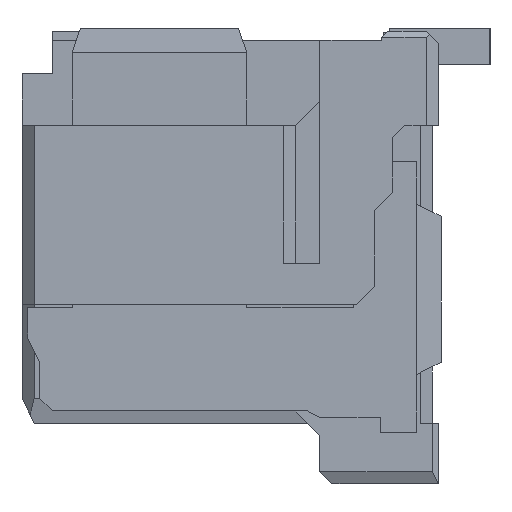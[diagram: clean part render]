
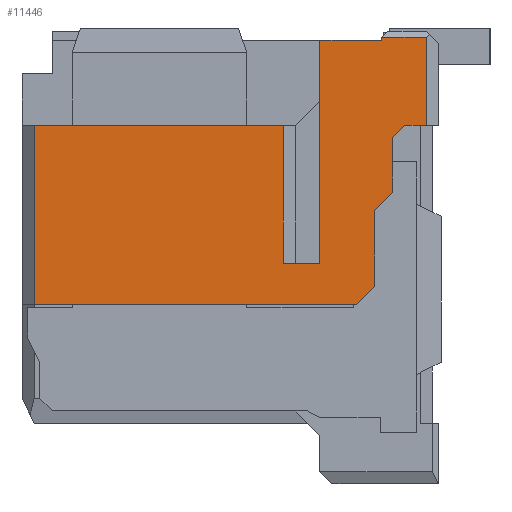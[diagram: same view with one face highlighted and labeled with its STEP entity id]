
A CAD part, left-side view. The second image highlights one B-rep face of the part: STEP entity #11446.
In plain terms, the highlighted planar face has unit normal (-1, 0, 0).
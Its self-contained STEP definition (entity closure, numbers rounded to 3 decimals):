
#1951=DIRECTION('',(0.,0.,-1.));
#1952=VECTOR('',#1951,2.95);
#1953=CARTESIAN_POINT('',(-10.,3.1,4.475));
#1954=LINE('',#1953,#1952);
#1955=DIRECTION('',(0.,-1.,0.));
#1956=VECTOR('',#1955,4.1);
#1957=CARTESIAN_POINT('',(-10.,3.1,4.475));
#1958=LINE('',#1957,#1956);
#1959=DIRECTION('',(0.,0.,1.));
#1960=VECTOR('',#1959,2.27);
#1961=CARTESIAN_POINT('',(-10.,-1.,2.205));
#1962=LINE('',#1961,#1960);
#1963=DIRECTION('',(0.,1.,0.));
#1964=VECTOR('',#1963,0.6);
#1965=CARTESIAN_POINT('',(-10.,-1.6,2.205));
#1966=LINE('',#1965,#1964);
#1967=DIRECTION('',(0.,1.,0.));
#1968=VECTOR('',#1967,1.02);
#1969=CARTESIAN_POINT('',(-10.,-2.62,5.875));
#1970=LINE('',#1969,#1968);
#1971=DIRECTION('',(0.,0.,-1.));
#1972=VECTOR('',#1971,0.05);
#1973=CARTESIAN_POINT('',(-10.,-2.62,5.925));
#1974=LINE('',#1973,#1972);
#1975=DIRECTION('',(0.,1.,0.));
#1976=VECTOR('',#1975,0.73);
#1977=CARTESIAN_POINT('',(-10.,-3.35,5.925));
#1978=LINE('',#1977,#1976);
#1979=DIRECTION('',(0.,0.,1.));
#1980=VECTOR('',#1979,1.45);
#1981=CARTESIAN_POINT('',(-10.,-3.35,4.475));
#1982=LINE('',#1981,#1980);
#1983=DIRECTION('',(0.,1.,0.));
#1984=VECTOR('',#1983,0.35);
#1985=CARTESIAN_POINT('',(-10.,-3.35,4.475));
#1986=LINE('',#1985,#1984);
#1987=DIRECTION('',(0.,0.707,-0.707));
#1988=VECTOR('',#1987,0.283);
#1989=CARTESIAN_POINT('',(-10.,-3.,4.475));
#1990=LINE('',#1989,#1988);
#1991=DIRECTION('',(0.,0.,-1.));
#1992=VECTOR('',#1991,0.9);
#1993=CARTESIAN_POINT('',(-10.,-2.8,4.275));
#1994=LINE('',#1993,#1992);
#1995=DIRECTION('',(0.,0.707,-0.707));
#1996=VECTOR('',#1995,0.424);
#1997=CARTESIAN_POINT('',(-10.,-2.8,3.375));
#1998=LINE('',#1997,#1996);
#1999=DIRECTION('',(0.,0.,-1.));
#2000=VECTOR('',#1999,1.25);
#2001=CARTESIAN_POINT('',(-10.,-2.5,3.075));
#2002=LINE('',#2001,#2000);
#2003=DIRECTION('',(0.,0.707,-0.707));
#2004=VECTOR('',#2003,0.424);
#2005=CARTESIAN_POINT('',(-10.,-2.5,1.825));
#2006=LINE('',#2005,#2004);
#2007=DIRECTION('',(0.,-1.,0.));
#2008=VECTOR('',#2007,5.3);
#2009=CARTESIAN_POINT('',(-10.,3.1,1.525));
#2010=LINE('',#2009,#2008);
#6175=DIRECTION('',(0.,0.,-1.));
#6176=VECTOR('',#6175,3.67);
#6177=CARTESIAN_POINT('',(-10.,-1.6,5.875));
#6178=LINE('',#6177,#6176);
#6839=CARTESIAN_POINT('',(-10.,-3.,4.475));
#6840=CARTESIAN_POINT('',(-10.,-2.8,4.275));
#6841=VERTEX_POINT('',#6839);
#6842=VERTEX_POINT('',#6840);
#6843=CARTESIAN_POINT('',(-10.,-2.8,3.375));
#6844=VERTEX_POINT('',#6843);
#6845=CARTESIAN_POINT('',(-10.,-2.5,3.075));
#6846=VERTEX_POINT('',#6845);
#6847=CARTESIAN_POINT('',(-10.,-2.5,1.825));
#6848=VERTEX_POINT('',#6847);
#6849=CARTESIAN_POINT('',(-10.,-2.2,1.525));
#6850=VERTEX_POINT('',#6849);
#6851=CARTESIAN_POINT('',(-10.,-1.6,5.875));
#6853=VERTEX_POINT('',#6851);
#6861=CARTESIAN_POINT('',(-10.,-2.62,5.875));
#6862=VERTEX_POINT('',#6861);
#8262=CARTESIAN_POINT('',(-10.,-1.6,2.205));
#8263=CARTESIAN_POINT('',(-10.,-1.,2.205));
#8264=VERTEX_POINT('',#8262);
#8265=VERTEX_POINT('',#8263);
#8266=CARTESIAN_POINT('',(-10.,-1.,4.475));
#8267=VERTEX_POINT('',#8266);
#8322=CARTESIAN_POINT('',(-10.,3.1,1.525));
#8324=VERTEX_POINT('',#8322);
#8328=CARTESIAN_POINT('',(-10.,3.1,4.475));
#8329=VERTEX_POINT('',#8328);
#8390=CARTESIAN_POINT('',(-10.,-3.35,5.925));
#8391=CARTESIAN_POINT('',(-10.,-2.62,5.925));
#8392=VERTEX_POINT('',#8390);
#8393=VERTEX_POINT('',#8391);
#8403=CARTESIAN_POINT('',(-10.,-3.35,4.475));
#8405=VERTEX_POINT('',#8403);
#11415=CARTESIAN_POINT('',(-10.,0.,2.3));
#11416=DIRECTION('',(-1.,0.,0.));
#11417=DIRECTION('',(0.,0.,1.));
#11418=AXIS2_PLACEMENT_3D('',#11415,#11416,#11417);
#11419=PLANE('',#11418);
#11421=ORIENTED_EDGE('',*,*,#11420,.F.);
#11423=ORIENTED_EDGE('',*,*,#11422,.T.);
#11425=ORIENTED_EDGE('',*,*,#11424,.F.);
#11427=ORIENTED_EDGE('',*,*,#11426,.F.);
#11429=ORIENTED_EDGE('',*,*,#11428,.F.);
#11431=ORIENTED_EDGE('',*,*,#11430,.F.);
#11433=ORIENTED_EDGE('',*,*,#11432,.F.);
#11434=ORIENTED_EDGE('',*,*,#10881,.F.);
#11435=ORIENTED_EDGE('',*,*,#10958,.F.);
#11436=ORIENTED_EDGE('',*,*,#10981,.T.);
#11438=ORIENTED_EDGE('',*,*,#11437,.T.);
#11439=ORIENTED_EDGE('',*,*,#11364,.T.);
#11440=ORIENTED_EDGE('',*,*,#11382,.T.);
#11441=ORIENTED_EDGE('',*,*,#11396,.T.);
#11442=ORIENTED_EDGE('',*,*,#11409,.T.);
#11443=ORIENTED_EDGE('',*,*,#11076,.F.);
#11444=EDGE_LOOP('',(#11421,#11423,#11425,#11427,#11429,#11431,#11433,#11434,
#11435,#11436,#11438,#11439,#11440,#11441,#11442,#11443));
#11445=FACE_OUTER_BOUND('',#11444,.F.);
#11446=ADVANCED_FACE('',(#11445),#11419,.T.);
#10881=EDGE_CURVE('',#8392,#8393,#1978,.T.);
#10958=EDGE_CURVE('',#8405,#8392,#1982,.T.);
#10981=EDGE_CURVE('',#8405,#6841,#1986,.T.);
#11076=EDGE_CURVE('',#8324,#6850,#2010,.T.);
#11364=EDGE_CURVE('',#6842,#6844,#1994,.T.);
#11382=EDGE_CURVE('',#6844,#6846,#1998,.T.);
#11396=EDGE_CURVE('',#6846,#6848,#2002,.T.);
#11409=EDGE_CURVE('',#6848,#6850,#2006,.T.);
#11420=EDGE_CURVE('',#8329,#8324,#1954,.T.);
#11422=EDGE_CURVE('',#8329,#8267,#1958,.T.);
#11424=EDGE_CURVE('',#8265,#8267,#1962,.T.);
#11426=EDGE_CURVE('',#8264,#8265,#1966,.T.);
#11428=EDGE_CURVE('',#6853,#8264,#6178,.T.);
#11430=EDGE_CURVE('',#6862,#6853,#1970,.T.);
#11432=EDGE_CURVE('',#8393,#6862,#1974,.T.);
#11437=EDGE_CURVE('',#6841,#6842,#1990,.T.);
